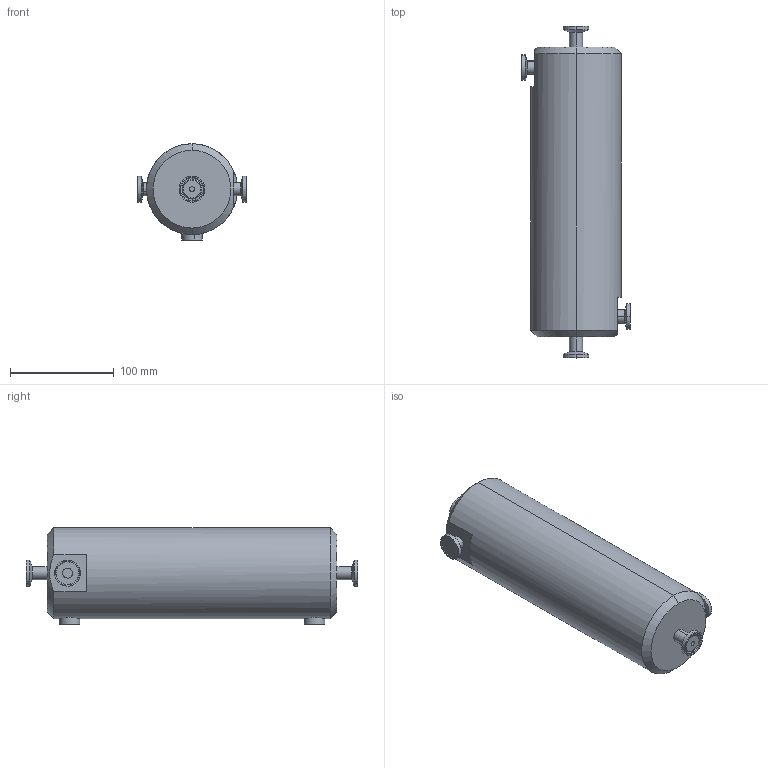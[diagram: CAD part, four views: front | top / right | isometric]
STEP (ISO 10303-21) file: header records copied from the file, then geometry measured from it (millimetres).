
FILE_DESCRIPTION (( 'STEP AP203' ), '1' );
FILE_NAME ('SC60-A-00-EP.STEP', '2019-04-02T15:03:54', ( '' ), ( '' ), 'SwSTEP 2.0', 'SolidWorks 2018', '' );
FILE_SCHEMA (( 'CONFIG_CONTROL_DESIGN' ));
Length unit declared in the file: inch
Products named in the file (2): SC60-A-00-EP
Bounding box: 104.65 x 320.04 x 93.09 mm (x, y, z)
Volume: 1682048.4 mm3; surface area: 95831.4 mm2
Topology: 1 solids, 3 shells, 102 faces, 208 edges, 124 vertices
Faces by surface type: cylinder 38, plane 24, torus 20, cone 20
Entity records: 3065 total; most frequent: CARTESIAN_POINT 676, DIRECTION 538, ORIENTED_EDGE 416, AXIS2_PLACEMENT_3D 236, EDGE_CURVE 208, CIRCLE 132, VERTEX_POINT 124, EDGE_LOOP 114
